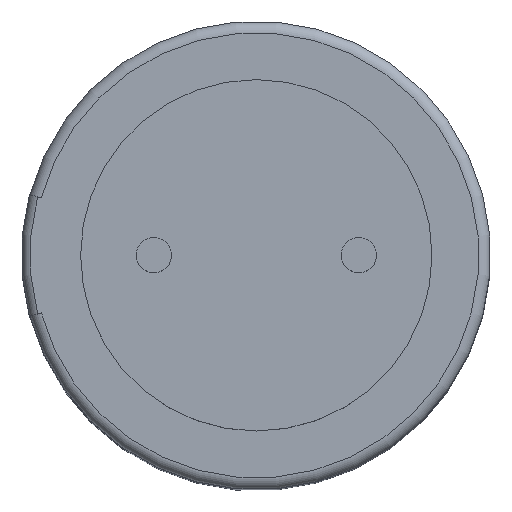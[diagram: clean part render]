
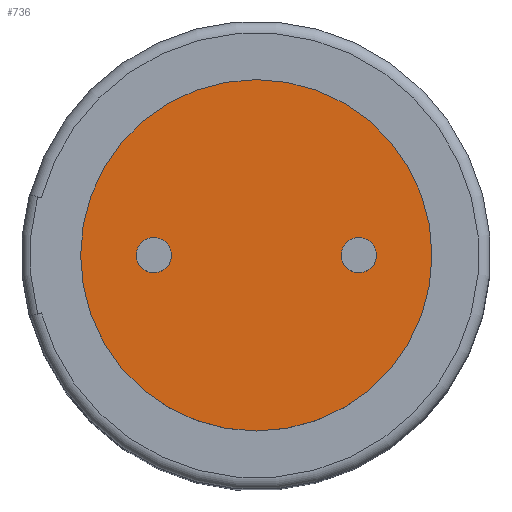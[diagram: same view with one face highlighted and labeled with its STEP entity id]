
A CAD part, top view. The second image highlights one B-rep face of the part: STEP entity #736.
In plain terms, the highlighted planar face has unit normal (0, 0, 1).
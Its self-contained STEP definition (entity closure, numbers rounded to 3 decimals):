
#20=FACE_BOUND('',#125,.T.);
#21=FACE_BOUND('',#126,.T.);
#57=PLANE('',#824);
#85=FACE_OUTER_BOUND('',#124,.T.);
#124=EDGE_LOOP('',(#589,#590));
#125=EDGE_LOOP('',(#591,#592));
#126=EDGE_LOOP('',(#593,#594));
#267=CIRCLE('',#810,0.3);
#268=CIRCLE('',#811,0.3);
#271=CIRCLE('',#816,0.3);
#272=CIRCLE('',#817,0.3);
#273=CIRCLE('',#820,3.);
#274=CIRCLE('',#821,3.);
#339=VERTEX_POINT('',#1217);
#340=VERTEX_POINT('',#1219);
#343=VERTEX_POINT('',#1228);
#344=VERTEX_POINT('',#1230);
#345=VERTEX_POINT('',#1235);
#346=VERTEX_POINT('',#1236);
#430=EDGE_CURVE('',#340,#339,#267,.T.);
#431=EDGE_CURVE('',#339,#340,#268,.T.);
#435=EDGE_CURVE('',#344,#343,#271,.T.);
#436=EDGE_CURVE('',#343,#344,#272,.T.);
#437=EDGE_CURVE('',#345,#346,#273,.T.);
#438=EDGE_CURVE('',#346,#345,#274,.T.);
#589=ORIENTED_EDGE('',*,*,#437,.T.);
#590=ORIENTED_EDGE('',*,*,#438,.T.);
#591=ORIENTED_EDGE('',*,*,#430,.T.);
#592=ORIENTED_EDGE('',*,*,#431,.T.);
#593=ORIENTED_EDGE('',*,*,#435,.T.);
#594=ORIENTED_EDGE('',*,*,#436,.T.);
#736=ADVANCED_FACE('',(#85,#20,#21),#57,.T.);
#810=AXIS2_PLACEMENT_3D('',#1220,#977,#978);
#811=AXIS2_PLACEMENT_3D('',#1221,#979,#980);
#816=AXIS2_PLACEMENT_3D('',#1231,#990,#991);
#817=AXIS2_PLACEMENT_3D('',#1232,#992,#993);
#820=AXIS2_PLACEMENT_3D('',#1237,#998,#999);
#821=AXIS2_PLACEMENT_3D('',#1238,#1000,#1001);
#824=AXIS2_PLACEMENT_3D('',#1244,#1007,#1008);
#977=DIRECTION('center_axis',(0.,0.,-1.));
#978=DIRECTION('ref_axis',(1.,0.,0.));
#979=DIRECTION('center_axis',(0.,0.,-1.));
#980=DIRECTION('ref_axis',(1.,0.,0.));
#990=DIRECTION('center_axis',(0.,0.,-1.));
#991=DIRECTION('ref_axis',(1.,0.,0.));
#992=DIRECTION('center_axis',(0.,0.,-1.));
#993=DIRECTION('ref_axis',(1.,0.,0.));
#998=DIRECTION('center_axis',(0.,0.,1.));
#999=DIRECTION('ref_axis',(1.,0.,0.));
#1000=DIRECTION('center_axis',(0.,0.,1.));
#1001=DIRECTION('ref_axis',(1.,0.,0.));
#1007=DIRECTION('center_axis',(0.,0.,1.));
#1008=DIRECTION('ref_axis',(1.,0.,0.));
#1217=CARTESIAN_POINT('',(1.45,0.,0.5));
#1219=CARTESIAN_POINT('',(2.05,0.,0.5));
#1220=CARTESIAN_POINT('Origin',(1.75,0.,0.5));
#1221=CARTESIAN_POINT('Origin',(1.75,0.,0.5));
#1228=CARTESIAN_POINT('',(-2.05,0.,0.5));
#1230=CARTESIAN_POINT('',(-1.45,0.,0.5));
#1231=CARTESIAN_POINT('Origin',(-1.75,0.,0.5));
#1232=CARTESIAN_POINT('Origin',(-1.75,0.,0.5));
#1235=CARTESIAN_POINT('',(3.,0.,0.5));
#1236=CARTESIAN_POINT('',(-3.,0.,0.5));
#1237=CARTESIAN_POINT('Origin',(0.,0.,0.5));
#1238=CARTESIAN_POINT('Origin',(0.,0.,0.5));
#1244=CARTESIAN_POINT('Origin',(0.,0.,0.5));
